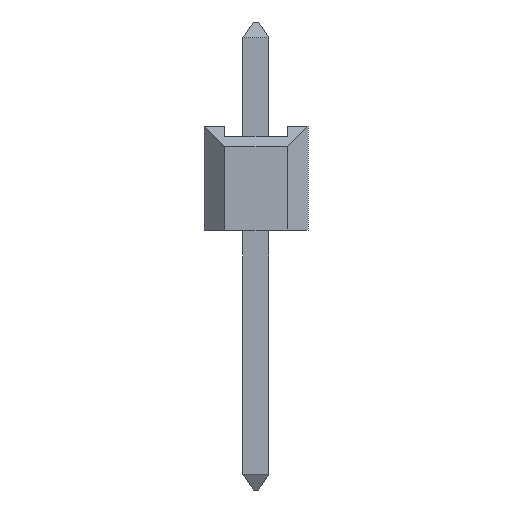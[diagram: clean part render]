
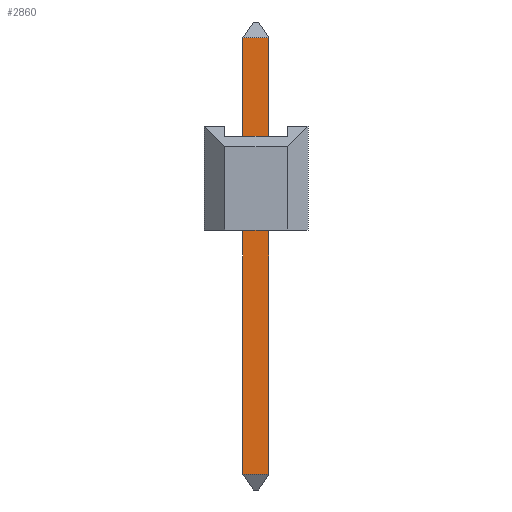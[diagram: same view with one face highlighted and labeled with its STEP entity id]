
A CAD part, front view. The second image highlights one B-rep face of the part: STEP entity #2860.
In plain terms, the highlighted planar face has unit normal (0, -1, 0).
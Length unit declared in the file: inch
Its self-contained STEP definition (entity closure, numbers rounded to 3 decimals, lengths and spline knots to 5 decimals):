
#2860=ADVANCED_FACE('',(#3524),#3200,.T.);
#3200=PLANE('',#8601);
#3524=FACE_OUTER_BOUND('',#3876,.T.);
#3876=EDGE_LOOP('',(#5163,#5164,#5165,#5166));
#5163=ORIENTED_EDGE('',*,*,#6597,.T.);
#5164=ORIENTED_EDGE('',*,*,#6605,.T.);
#5165=ORIENTED_EDGE('',*,*,#6602,.F.);
#5166=ORIENTED_EDGE('',*,*,#6606,.T.);
#5889=VERTEX_POINT('',#11369);
#5890=VERTEX_POINT('',#11371);
#5893=VERTEX_POINT('',#11381);
#5894=VERTEX_POINT('',#11382);
#6597=EDGE_CURVE('',#5890,#5889,#7377,.T.);
#6602=EDGE_CURVE('',#5893,#5894,#7382,.T.);
#6605=EDGE_CURVE('',#5889,#5894,#7385,.T.);
#6606=EDGE_CURVE('',#5893,#5890,#7386,.T.);
#7377=LINE('',#11370,#8157);
#7382=LINE('',#11380,#8162);
#7385=LINE('',#11386,#8165);
#7386=LINE('',#11387,#8166);
#8157=VECTOR('',#9796,1.);
#8162=VECTOR('',#9805,1.);
#8165=VECTOR('',#9810,1.);
#8166=VECTOR('',#9811,1.);
#8601=AXIS2_PLACEMENT_3D('',#11388,#9812,#9813);
#9796=DIRECTION('',(0.,0.,-1.));
#9805=DIRECTION('',(0.,0.,-1.));
#9810=DIRECTION('',(1.,0.,0.));
#9811=DIRECTION('',(-1.,0.,0.));
#9812=DIRECTION('',(0.,-1.,0.));
#9813=DIRECTION('',(0.,0.,-1.));
#11369=CARTESIAN_POINT('',(-0.0125,-0.0125,-0.235));
#11370=CARTESIAN_POINT('',(-0.0125,-0.0125,0.2));
#11371=CARTESIAN_POINT('',(-0.0125,-0.0125,0.185));
#11380=CARTESIAN_POINT('',(0.0125,-0.0125,0.2));
#11381=CARTESIAN_POINT('',(0.0125,-0.0125,0.185));
#11382=CARTESIAN_POINT('',(0.0125,-0.0125,-0.235));
#11386=CARTESIAN_POINT('',(0.0125,-0.0125,-0.235));
#11387=CARTESIAN_POINT('',(-0.0125,-0.0125,0.185));
#11388=CARTESIAN_POINT('',(0.0125,-0.0125,0.2));
